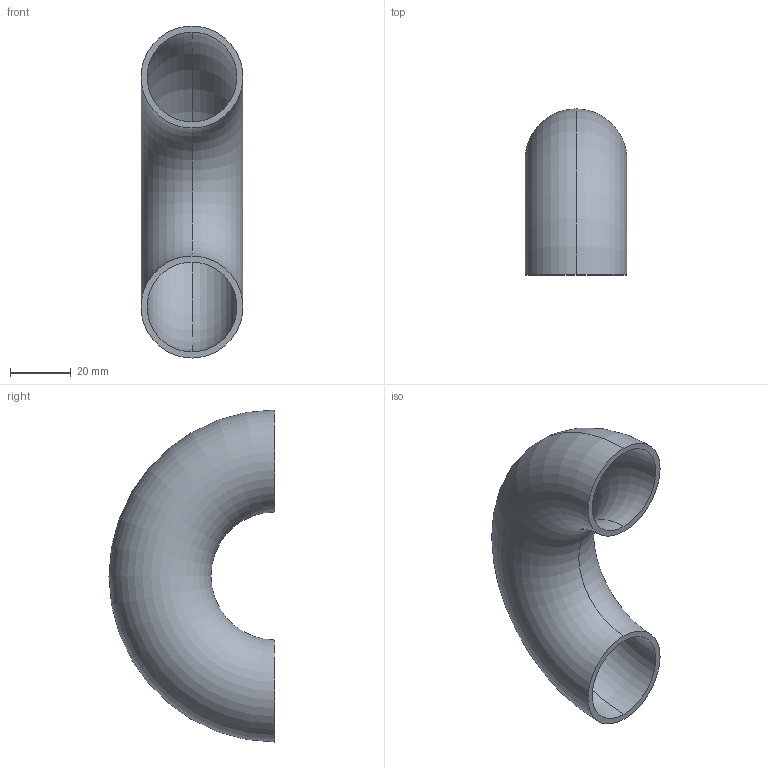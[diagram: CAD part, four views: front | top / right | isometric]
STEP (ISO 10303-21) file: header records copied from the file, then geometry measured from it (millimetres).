
FILE_DESCRIPTION (( 'STEP AP203' ), '1' );
FILE_NAME ('55173-240.step', '2018-12-17T10:23:39', ( '' ), ( '' ), 'SwSTEP 2.0', 'SolidWorks 2015', '' );
FILE_SCHEMA (( 'CONFIG_CONTROL_DESIGN' ));
Length unit declared in the file: millimetre
Products named in the file (1): 55173-240
Bounding box: 33.7 x 54.85 x 109.7 mm (x, y, z)
Volume: 23777.3 mm3; surface area: 24185.6 mm2
Topology: 1 solids, 1 shells, 225 faces, 603 edges, 402 vertices
Faces by surface type: plane 106, bspline 93, torus 26
Entity records: 11224 total; most frequent: CARTESIAN_POINT 6552, ORIENTED_EDGE 1206, EDGE_CURVE 603, DIRECTION 487, VERTEX_POINT 402, B_SPLINE_CURVE_WITH_KNOTS 394, EDGE_LOOP 249, ADVANCED_FACE 225
